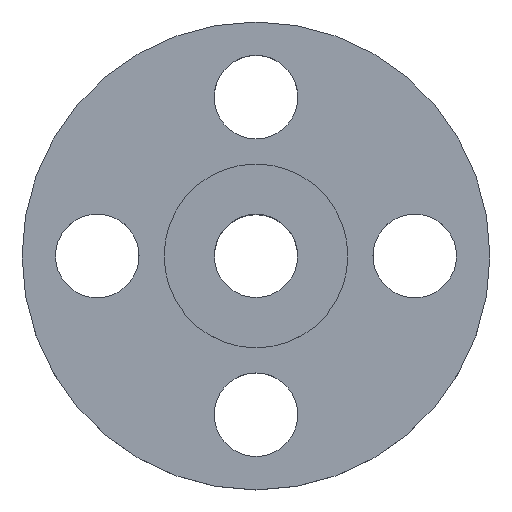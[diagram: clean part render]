
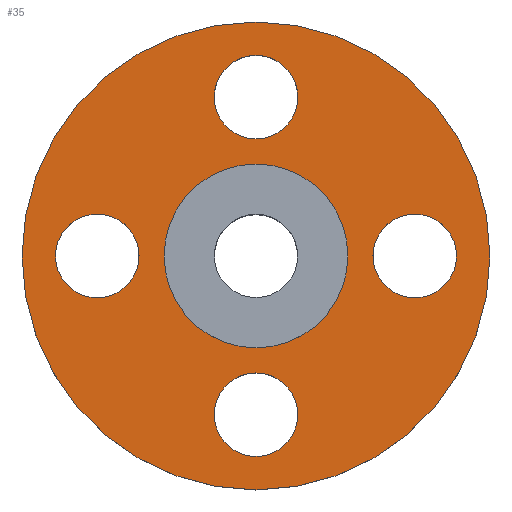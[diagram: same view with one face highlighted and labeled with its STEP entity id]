
A CAD part, top view. The second image highlights one B-rep face of the part: STEP entity #35.
In plain terms, the highlighted planar face has unit normal (0, 0, 1).
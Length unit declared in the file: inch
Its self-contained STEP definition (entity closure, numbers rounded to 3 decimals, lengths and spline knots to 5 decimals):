
#6 = DIRECTION ( 'NONE',  ( 0., -1., 0. ) ) ;
#9 = CARTESIAN_POINT ( 'NONE',  ( 0., 0., -0.0625 ) ) ;
#13 = CIRCLE ( 'NONE', #611, 0.3125 ) ;
#18 = CIRCLE ( 'NONE', #593, 1.75 ) ;
#35 = ADVANCED_FACE ( 'NONE', ( #655, #728, #576, #121, #382, #661 ), #585, .F. ) ;
#53 = CARTESIAN_POINT ( 'NONE',  ( -0.3125, -1.1875, -0.0625 ) ) ;
#55 = AXIS2_PLACEMENT_3D ( 'NONE', #494, #769, #314 ) ;
#57 = DIRECTION ( 'NONE',  ( 0., 0., 1. ) ) ;
#68 = ORIENTED_EDGE ( 'NONE', *, *, #586, .F. ) ;
#78 = CARTESIAN_POINT ( 'NONE',  ( 0.3125, 1.1875, -0.0625 ) ) ;
#79 = ORIENTED_EDGE ( 'NONE', *, *, #457, .F. ) ;
#92 = EDGE_LOOP ( 'NONE', ( #112, #68 ) ) ;
#112 = ORIENTED_EDGE ( 'NONE', *, *, #281, .F. ) ;
#115 = DIRECTION ( 'NONE',  ( 0., 0., 1. ) ) ;
#119 = CARTESIAN_POINT ( 'NONE',  ( 0., -1.1875, -0.0625 ) ) ;
#121 = FACE_BOUND ( 'NONE', #758, .T. ) ;
#127 = VERTEX_POINT ( 'NONE', #720 ) ;
#129 = CARTESIAN_POINT ( 'NONE',  ( 1.75, 0., -0.0625 ) ) ;
#131 = EDGE_LOOP ( 'NONE', ( #767, #144 ) ) ;
#143 = EDGE_CURVE ( 'NONE', #350, #800, #443, .T. ) ;
#144 = ORIENTED_EDGE ( 'NONE', *, *, #702, .F. ) ;
#154 = ORIENTED_EDGE ( 'NONE', *, *, #622, .F. ) ;
#164 = ORIENTED_EDGE ( 'NONE', *, *, #672, .T. ) ;
#181 = EDGE_CURVE ( 'NONE', #754, #428, #784, .T. ) ;
#182 = AXIS2_PLACEMENT_3D ( 'NONE', #841, #641, #523 ) ;
#184 = CARTESIAN_POINT ( 'NONE',  ( 1.1875, 0., -0.0625 ) ) ;
#206 = CARTESIAN_POINT ( 'NONE',  ( 0., -1.1875, -0.0625 ) ) ;
#222 = EDGE_LOOP ( 'NONE', ( #648, #485 ) ) ;
#236 = DIRECTION ( 'NONE',  ( 0., 0., 1. ) ) ;
#241 = ORIENTED_EDGE ( 'NONE', *, *, #653, .T. ) ;
#244 = DIRECTION ( 'NONE',  ( 0., -1., 0. ) ) ;
#265 = VERTEX_POINT ( 'NONE', #567 ) ;
#267 = DIRECTION ( 'NONE',  ( -1., 0., 0. ) ) ;
#271 = DIRECTION ( 'NONE',  ( 0., 0., 1. ) ) ;
#275 = DIRECTION ( 'NONE',  ( 1., 0., 0. ) ) ;
#280 = AXIS2_PLACEMENT_3D ( 'NONE', #206, #271, #332 ) ;
#281 = EDGE_CURVE ( 'NONE', #779, #546, #13, .T. ) ;
#297 = CIRCLE ( 'NONE', #280, 0.3125 ) ;
#307 = EDGE_CURVE ( 'NONE', #442, #265, #835, .T. ) ;
#314 = DIRECTION ( 'NONE',  ( 1., 0., 0. ) ) ;
#319 = CIRCLE ( 'NONE', #810, 0.3125 ) ;
#328 = AXIS2_PLACEMENT_3D ( 'NONE', #516, #329, #657 ) ;
#329 = DIRECTION ( 'NONE',  ( 0., 0., 1. ) ) ;
#332 = DIRECTION ( 'NONE',  ( 0., 1., 0. ) ) ;
#350 = VERTEX_POINT ( 'NONE', #708 ) ;
#366 = ORIENTED_EDGE ( 'NONE', *, *, #307, .F. ) ;
#368 = CARTESIAN_POINT ( 'NONE',  ( 0., 1.1875, -0.0625 ) ) ;
#382 = FACE_BOUND ( 'NONE', #131, .T. ) ;
#385 = DIRECTION ( 'NONE',  ( 0., 1., 0. ) ) ;
#391 = CARTESIAN_POINT ( 'NONE',  ( 0., 1.1875, -0.0625 ) ) ;
#401 = CARTESIAN_POINT ( 'NONE',  ( 0., 0., -0.0625 ) ) ;
#404 = DIRECTION ( 'NONE',  ( 1., 0., 0. ) ) ;
#415 = CIRCLE ( 'NONE', #762, 1.75 ) ;
#428 = VERTEX_POINT ( 'NONE', #783 ) ;
#430 = CIRCLE ( 'NONE', #328, 0.3125 ) ;
#434 = CIRCLE ( 'NONE', #634, 0.6875 ) ;
#436 = EDGE_LOOP ( 'NONE', ( #833, #154 ) ) ;
#437 = EDGE_CURVE ( 'NONE', #800, #350, #319, .T. ) ;
#442 = VERTEX_POINT ( 'NONE', #850 ) ;
#443 = CIRCLE ( 'NONE', #643, 0.3125 ) ;
#457 = EDGE_CURVE ( 'NONE', #265, #442, #430, .T. ) ;
#458 = DIRECTION ( 'NONE',  ( 1., 0., 0. ) ) ;
#463 = DIRECTION ( 'NONE',  ( -1., 0., 0. ) ) ;
#466 = CARTESIAN_POINT ( 'NONE',  ( 1.1875, 0., -0.0625 ) ) ;
#467 = DIRECTION ( 'NONE',  ( 1., 0., 0. ) ) ;
#471 = CARTESIAN_POINT ( 'NONE',  ( 0.6875, 0., -0.0625 ) ) ;
#473 = EDGE_CURVE ( 'NONE', #127, #492, #538, .T. ) ;
#480 = VERTEX_POINT ( 'NONE', #591 ) ;
#485 = ORIENTED_EDGE ( 'NONE', *, *, #143, .F. ) ;
#488 = CARTESIAN_POINT ( 'NONE',  ( 1.5, 0., -0.0625 ) ) ;
#492 = VERTEX_POINT ( 'NONE', #53 ) ;
#494 = CARTESIAN_POINT ( 'NONE',  ( -1.1875, 0., -0.0625 ) ) ;
#516 = CARTESIAN_POINT ( 'NONE',  ( -1.1875, 0., -0.0625 ) ) ;
#519 = VERTEX_POINT ( 'NONE', #129 ) ;
#523 = DIRECTION ( 'NONE',  ( -1., 0., 0. ) ) ;
#529 = CARTESIAN_POINT ( 'NONE',  ( -0.3125, 1.1875, -0.0625 ) ) ;
#538 = CIRCLE ( 'NONE', #588, 0.3125 ) ;
#539 = AXIS2_PLACEMENT_3D ( 'NONE', #9, #57, #458 ) ;
#543 = CARTESIAN_POINT ( 'NONE',  ( 0., 0., -0.0625 ) ) ;
#546 = VERTEX_POINT ( 'NONE', #529 ) ;
#553 = DIRECTION ( 'NONE',  ( 0., 0., 1. ) ) ;
#558 = CARTESIAN_POINT ( 'NONE',  ( 0., 0., -0.0625 ) ) ;
#567 = CARTESIAN_POINT ( 'NONE',  ( -0.875, 0., -0.0625 ) ) ;
#576 = FACE_BOUND ( 'NONE', #436, .T. ) ;
#585 = PLANE ( 'NONE',  #182 ) ;
#586 = EDGE_CURVE ( 'NONE', #546, #779, #677, .T. ) ;
#588 = AXIS2_PLACEMENT_3D ( 'NONE', #119, #856, #385 ) ;
#591 = CARTESIAN_POINT ( 'NONE',  ( -1.75, 0., -0.0625 ) ) ;
#593 = AXIS2_PLACEMENT_3D ( 'NONE', #543, #608, #404 ) ;
#608 = DIRECTION ( 'NONE',  ( 0., 0., 1. ) ) ;
#611 = AXIS2_PLACEMENT_3D ( 'NONE', #368, #236, #244 ) ;
#622 = EDGE_CURVE ( 'NONE', #492, #127, #297, .T. ) ;
#630 = EDGE_LOOP ( 'NONE', ( #164, #241 ) ) ;
#634 = AXIS2_PLACEMENT_3D ( 'NONE', #401, #553, #275 ) ;
#641 = DIRECTION ( 'NONE',  ( 0., 0., -1. ) ) ;
#643 = AXIS2_PLACEMENT_3D ( 'NONE', #466, #744, #267 ) ;
#648 = ORIENTED_EDGE ( 'NONE', *, *, #437, .F. ) ;
#653 = EDGE_CURVE ( 'NONE', #480, #519, #415, .T. ) ;
#655 = FACE_BOUND ( 'NONE', #92, .T. ) ;
#657 = DIRECTION ( 'NONE',  ( 1., 0., 0. ) ) ;
#661 = FACE_OUTER_BOUND ( 'NONE', #630, .T. ) ;
#668 = DIRECTION ( 'NONE',  ( 0., 0., 1. ) ) ;
#672 = EDGE_CURVE ( 'NONE', #519, #480, #18, .T. ) ;
#677 = CIRCLE ( 'NONE', #813, 0.3125 ) ;
#702 = EDGE_CURVE ( 'NONE', #428, #754, #434, .T. ) ;
#708 = CARTESIAN_POINT ( 'NONE',  ( 0.875, 0., -0.0625 ) ) ;
#720 = CARTESIAN_POINT ( 'NONE',  ( 0.3125, -1.1875, -0.0625 ) ) ;
#728 = FACE_BOUND ( 'NONE', #222, .T. ) ;
#744 = DIRECTION ( 'NONE',  ( 0., 0., 1. ) ) ;
#754 = VERTEX_POINT ( 'NONE', #471 ) ;
#758 = EDGE_LOOP ( 'NONE', ( #79, #366 ) ) ;
#762 = AXIS2_PLACEMENT_3D ( 'NONE', #558, #827, #467 ) ;
#767 = ORIENTED_EDGE ( 'NONE', *, *, #181, .F. ) ;
#769 = DIRECTION ( 'NONE',  ( 0., 0., 1. ) ) ;
#779 = VERTEX_POINT ( 'NONE', #78 ) ;
#783 = CARTESIAN_POINT ( 'NONE',  ( -0.6875, 0., -0.0625 ) ) ;
#784 = CIRCLE ( 'NONE', #539, 0.6875 ) ;
#800 = VERTEX_POINT ( 'NONE', #488 ) ;
#810 = AXIS2_PLACEMENT_3D ( 'NONE', #184, #115, #463 ) ;
#813 = AXIS2_PLACEMENT_3D ( 'NONE', #391, #668, #6 ) ;
#827 = DIRECTION ( 'NONE',  ( 0., 0., 1. ) ) ;
#833 = ORIENTED_EDGE ( 'NONE', *, *, #473, .F. ) ;
#835 = CIRCLE ( 'NONE', #55, 0.3125 ) ;
#841 = CARTESIAN_POINT ( 'NONE',  ( 0., 0.6875, -0.0625 ) ) ;
#850 = CARTESIAN_POINT ( 'NONE',  ( -1.5, 0., -0.0625 ) ) ;
#856 = DIRECTION ( 'NONE',  ( 0., 0., 1. ) ) ;
